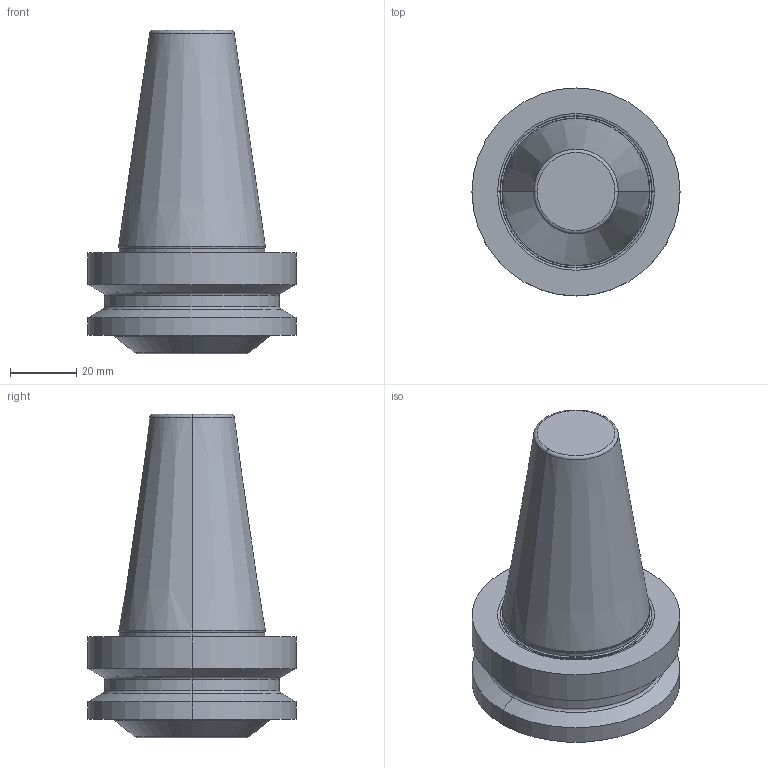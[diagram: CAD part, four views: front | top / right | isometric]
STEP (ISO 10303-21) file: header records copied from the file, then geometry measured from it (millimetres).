
FILE_DESCRIPTION((''),'2;1');
FILE_NAME('606877982-000-00-E43','2017-05-08T',('liebchenm'),(''),'PRO/ENGINEER BY PARAMETRIC TECHNOLOGY CORPORATION, 2011220','PRO/ENGINEER BY PARAMETRIC TECHNOLOGY CORPORATION, 2011220','');
FILE_SCHEMA(('AUTOMOTIVE_DESIGN_CC2 { 1 2 10303 214 -1 1 5 2 }'));
Length unit declared in the file: millimetre
Products named in the file (1): 606877982-000-00-E43
Bounding box: 63 x 63 x 97.9 mm (x, y, z)
Volume: 129640.7 mm3; surface area: 21879 mm2
Topology: 1 solids, 1 shells, 46 faces, 95 edges, 60 vertices
Faces by surface type: torus 18, cone 12, cylinder 10, plane 6
Entity records: 1572 total; most frequent: DIRECTION 261, CARTESIAN_POINT 194, ORIENTED_EDGE 180, AXIS2_PLACEMENT_3D 117, PRESENTATION_STYLE_ASSIGNMENT 99, STYLED_ITEM 99, CURVE_STYLE 98, EDGE_CURVE 90
